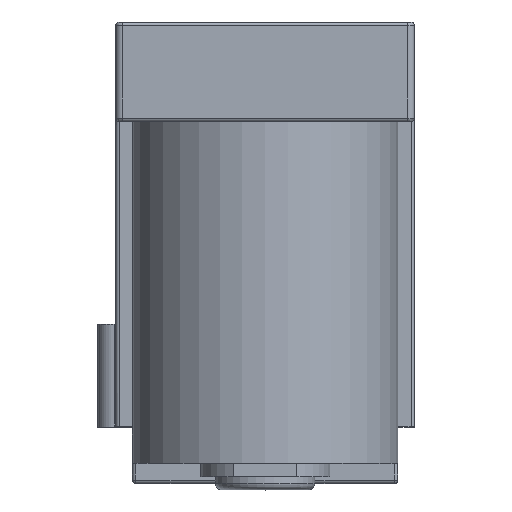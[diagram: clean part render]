
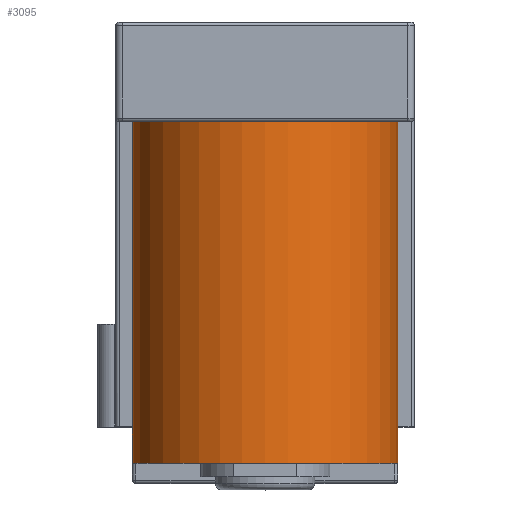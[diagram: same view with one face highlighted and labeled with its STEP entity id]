
A CAD part, top view. The second image highlights one B-rep face of the part: STEP entity #3095.
In plain terms, the highlighted cylindrical face has radius 4 mm (diameter 8 mm), a partial arc.
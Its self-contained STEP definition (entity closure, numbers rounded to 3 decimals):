
#249=FACE_OUTER_BOUND('',#436,.T.);
#436=EDGE_LOOP('',(#2465,#2466,#2467,#2468,#2469,#2470));
#578=LINE('',#4658,#866);
#587=LINE('',#4676,#875);
#633=LINE('',#4857,#921);
#690=LINE('',#4998,#978);
#866=VECTOR('',#3710,10.);
#875=VECTOR('',#3721,10.);
#921=VECTOR('',#3869,10.);
#978=VECTOR('',#4018,10.);
#1157=CIRCLE('',#3283,4.);
#1187=CIRCLE('',#3364,4.);
#1319=VERTEX_POINT('',#4655);
#1320=VERTEX_POINT('',#4657);
#1327=VERTEX_POINT('',#4673);
#1328=VERTEX_POINT('',#4675);
#1341=VERTEX_POINT('',#4728);
#1342=VERTEX_POINT('',#4730);
#1638=EDGE_CURVE('',#1320,#1319,#578,.T.);
#1647=EDGE_CURVE('',#1328,#1327,#587,.T.);
#1666=EDGE_CURVE('',#1341,#1342,#1157,.T.);
#1723=EDGE_CURVE('',#1320,#1341,#633,.T.);
#1792=EDGE_CURVE('',#1328,#1319,#1187,.T.);
#1793=EDGE_CURVE('',#1342,#1327,#690,.T.);
#2465=ORIENTED_EDGE('',*,*,#1666,.F.);
#2466=ORIENTED_EDGE('',*,*,#1723,.F.);
#2467=ORIENTED_EDGE('',*,*,#1638,.T.);
#2468=ORIENTED_EDGE('',*,*,#1792,.F.);
#2469=ORIENTED_EDGE('',*,*,#1647,.T.);
#2470=ORIENTED_EDGE('',*,*,#1793,.F.);
#2971=CYLINDRICAL_SURFACE('',#3365,4.);
#3095=ADVANCED_FACE('',(#249),#2971,.T.);
#3283=AXIS2_PLACEMENT_3D('',#4731,#3758,#3759);
#3364=AXIS2_PLACEMENT_3D('',#4996,#4014,#4015);
#3365=AXIS2_PLACEMENT_3D('',#4997,#4016,#4017);
#3710=DIRECTION('',(0.,-1.,0.));
#3721=DIRECTION('',(0.,1.,0.));
#3758=DIRECTION('center_axis',(0.,1.,0.));
#3759=DIRECTION('ref_axis',(1.,0.,0.));
#3869=DIRECTION('',(0.,1.,0.));
#4014=DIRECTION('center_axis',(0.,-1.,0.));
#4015=DIRECTION('ref_axis',(1.,0.,0.));
#4016=DIRECTION('center_axis',(0.,1.,0.));
#4017=DIRECTION('ref_axis',(1.,0.,0.));
#4018=DIRECTION('',(0.,-1.,0.));
#4655=CARTESIAN_POINT('',(-4.,-13.3,6.5));
#4657=CARTESIAN_POINT('',(-4.,-12.2,6.5));
#4658=CARTESIAN_POINT('',(-4.,-13.3,6.5));
#4673=CARTESIAN_POINT('',(4.,-12.2,6.5));
#4675=CARTESIAN_POINT('',(4.,-13.3,6.5));
#4676=CARTESIAN_POINT('',(4.,-14.2,6.5));
#4728=CARTESIAN_POINT('',(-4.,-3.,6.5));
#4730=CARTESIAN_POINT('',(4.,-3.,6.5));
#4731=CARTESIAN_POINT('Origin',(0.,-3.,6.5));
#4857=CARTESIAN_POINT('',(-4.,-13.3,6.5));
#4996=CARTESIAN_POINT('Origin',(0.,-13.3,6.5));
#4997=CARTESIAN_POINT('Origin',(0.,-13.3,6.5));
#4998=CARTESIAN_POINT('',(4.,-13.3,6.5));
